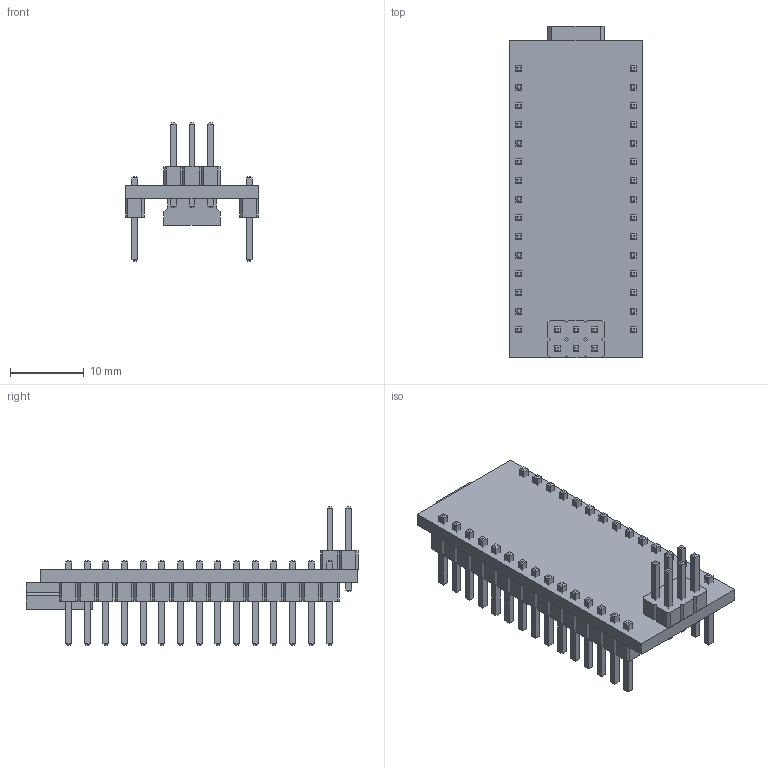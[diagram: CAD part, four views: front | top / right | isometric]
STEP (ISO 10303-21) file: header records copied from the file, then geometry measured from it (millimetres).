
FILE_DESCRIPTION(/* description */ (''),/* implementation_level */ '2;1');
FILE_NAME(/* name */ 'nano.stp',/* time_stamp */ '2018-01-14T12:25:15+01:00',/* author */ (''),/* organization */ (''),/* preprocessor_version */ 'ST-DEVELOPER v15.2',/* originating_system */ 'Autodesk Translator Framework v2.0.0.5431',/* authorisation */ '');
FILE_SCHEMA (('AUTOMOTIVE_DESIGN { 1 0 10303 214 3 1 1 }'));
Length unit declared in the file: centimetre
Products named in the file (1): Nano
Bounding box: 18.03 x 45.03 x 18.8 mm (x, y, z)
Volume: 2454 mm3; surface area: 4331.8 mm2
Topology: 41 solids, 41 shells, 744 faces, 1698 edges, 1036 vertices
Faces by surface type: plane 744
Entity records: 20086 total; most frequent: CARTESIAN_POINT 3479, ORIENTED_EDGE 3396, DIRECTION 3188, LINE 1698, VECTOR 1698, EDGE_CURVE 1698, VERTEX_POINT 1036, EDGE_LOOP 748
